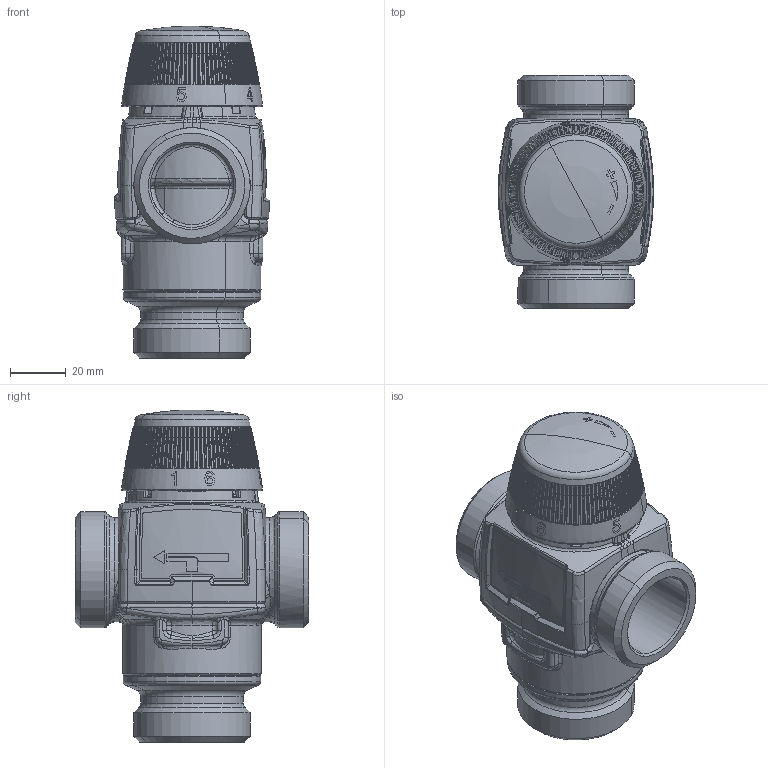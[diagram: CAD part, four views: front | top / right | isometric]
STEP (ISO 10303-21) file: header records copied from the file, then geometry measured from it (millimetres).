
FILE_DESCRIPTION(('CATIA V5 STEP'),'2;1');
FILE_NAME('VTA572 G1 1-4_31700600.stp','2010-10-04T06:20:44+00:00',('none'),('none'),'CATIA Version 5 Release 16 (IN-10)','CATIA V5 STEP AP203','none');
FILE_SCHEMA(('CONFIG_CONTROL_DESIGN'));
Length unit declared in the file: millimetre
Products named in the file (1): VTA572 G1 1-4_31700600
Assembly tree (6 placements, depth 2):
  VTA572 G1 1-4_31700600
    #56
    #42681
    #44244
    #100208
    #104971
    #106391
Bounding box: 55.84 x 84 x 119.5 mm (x, y, z)
Volume: 198591.3 mm3; surface area: 65309.1 mm2
Topology: 6 solids, 6 shells, 3461 faces, 9475 edges, 6108 vertices
Faces by surface type: plane 1608, bspline 896, cylinder 355, torus 254, revolution 155, cone 99, sphere 86, extrusion 8
Entity records: 157263 total; most frequent: CARTESIAN_POINT 86993, ORIENTED_EDGE 18804, EDGE_CURVE 9402, DIRECTION 7241, VERTEX_POINT 6108, B_SPLINE_CURVE_WITH_KNOTS 6077, EDGE_LOOP 3626, ADVANCED_FACE 3461
